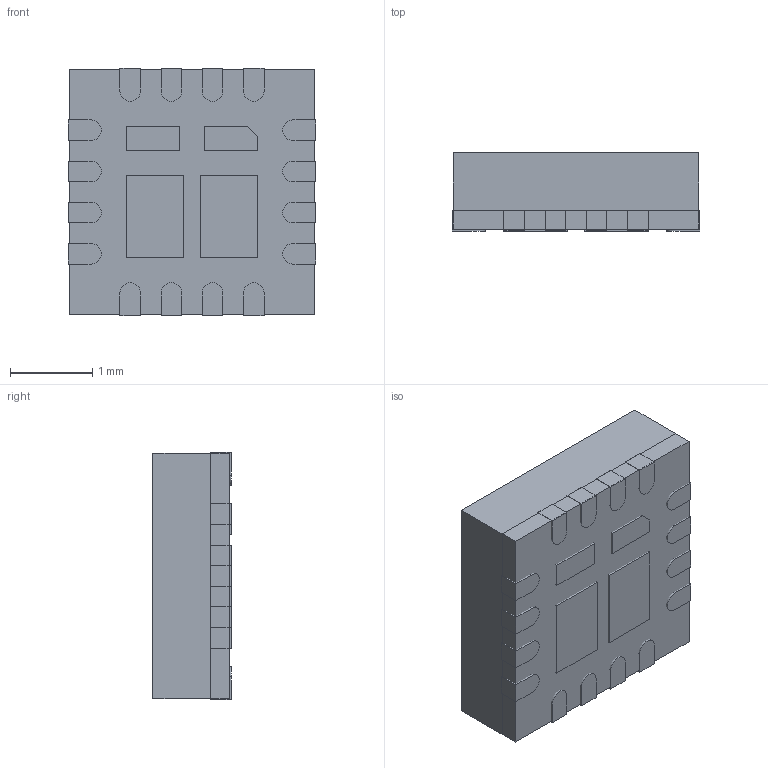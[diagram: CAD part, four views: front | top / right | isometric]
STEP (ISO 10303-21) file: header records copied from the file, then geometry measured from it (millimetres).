
FILE_DESCRIPTION (( 'STEP AP214' ), '1' );
FILE_NAME ('LT8722AV#PBF.STEP', '2024-08-21T10:31:30', ( '' ), ( '' ), 'SwSTEP 2.0', 'SolidWorks 2023', '' );
FILE_SCHEMA (( 'AUTOMOTIVE_DESIGN' ));
Length unit declared in the file: millimetre
Products named in the file (1): LT8722AV#PBF
Bounding box: 3 x 0.95 x 3 mm (x, y, z)
Surface area: 60.6 mm2
Topology: 22 solids, 22 shells, 140 faces, 285 edges, 190 vertices
Faces by surface type: plane 118, cylinder 22
Entity records: 4010 total; most frequent: CARTESIAN_POINT 616, DIRECTION 611, ORIENTED_EDGE 570, EDGE_CURVE 285, LINE 241, VECTOR 241, VERTEX_POINT 190, AXIS2_PLACEMENT_3D 185
